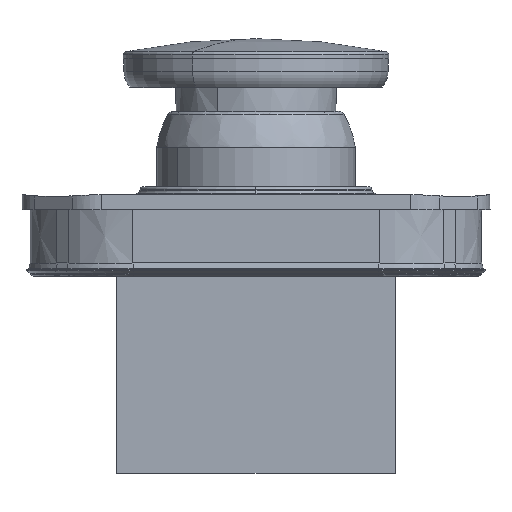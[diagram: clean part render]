
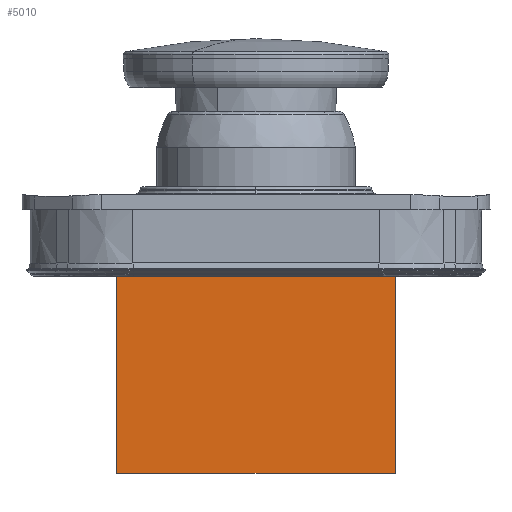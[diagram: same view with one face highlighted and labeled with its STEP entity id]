
A CAD part, left-side view. The second image highlights one B-rep face of the part: STEP entity #5010.
In plain terms, the highlighted planar face has unit normal (1, 0, 0).
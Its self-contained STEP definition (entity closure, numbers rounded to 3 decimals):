
#4997=AXIS2_PLACEMENT_3D('Plane Axis2P3D',#4994,#4995,#4996) ;
#4886=CARTESIAN_POINT('Vertex',(-15.25,21.,-11.5)) ;
#4900=CARTESIAN_POINT('Vertex',(-15.25,-21.,-11.5)) ;
#4903=CARTESIAN_POINT('Line Origine',(-15.25,0.,-11.5)) ;
#4920=CARTESIAN_POINT('Line Origine',(-15.25,21.,-26.35)) ;
#4924=CARTESIAN_POINT('Vertex',(-15.25,21.,-41.2)) ;
#4979=CARTESIAN_POINT('Vertex',(-15.25,-21.,-41.2)) ;
#4982=CARTESIAN_POINT('Line Origine',(-15.25,-21.,-26.35)) ;
#4994=CARTESIAN_POINT('Axis2P3D Location',(-15.25,21.,0.)) ;
#4999=CARTESIAN_POINT('Line Origine',(-15.25,0.,-41.2)) ;
#4904=DIRECTION('Vector Direction',(0.,-1.,0.)) ;
#4921=DIRECTION('Vector Direction',(0.,0.,-1.)) ;
#4983=DIRECTION('Vector Direction',(0.,0.,-1.)) ;
#4995=DIRECTION('Axis2P3D Direction',(1.,0.,0.)) ;
#4996=DIRECTION('Axis2P3D XDirection',(0.,-1.,0.)) ;
#5000=DIRECTION('Vector Direction',(0.,-1.,0.)) ;
#4905=VECTOR('Line Direction',#4904,1.) ;
#4922=VECTOR('Line Direction',#4921,1.) ;
#4984=VECTOR('Line Direction',#4983,1.) ;
#5001=VECTOR('Line Direction',#5000,1.) ;
#5005=ORIENTED_EDGE('',*,*,#4986,.T.) ;
#5006=ORIENTED_EDGE('',*,*,#5003,.F.) ;
#5007=ORIENTED_EDGE('',*,*,#4926,.F.) ;
#5008=ORIENTED_EDGE('',*,*,#4907,.T.) ;
#5010=ADVANCED_FACE('Surface.291',(#5009),#4998,.T.) ;
#4907=EDGE_CURVE('',#4887,#4901,#4906,.T.) ;
#4926=EDGE_CURVE('',#4887,#4925,#4923,.T.) ;
#4986=EDGE_CURVE('',#4901,#4980,#4985,.T.) ;
#5003=EDGE_CURVE('',#4925,#4980,#5002,.T.) ;
#5004=EDGE_LOOP('',(#5005,#5006,#5007,#5008)) ;
#5009=FACE_OUTER_BOUND('',#5004,.T.) ;
#4906=LINE('Line',#4903,#4905) ;
#4923=LINE('Line',#4920,#4922) ;
#4985=LINE('Line',#4982,#4984) ;
#5002=LINE('Line',#4999,#5001) ;
#4998=PLANE('',#4997) ;
#4887=VERTEX_POINT('',#4886) ;
#4901=VERTEX_POINT('',#4900) ;
#4925=VERTEX_POINT('',#4924) ;
#4980=VERTEX_POINT('',#4979) ;
